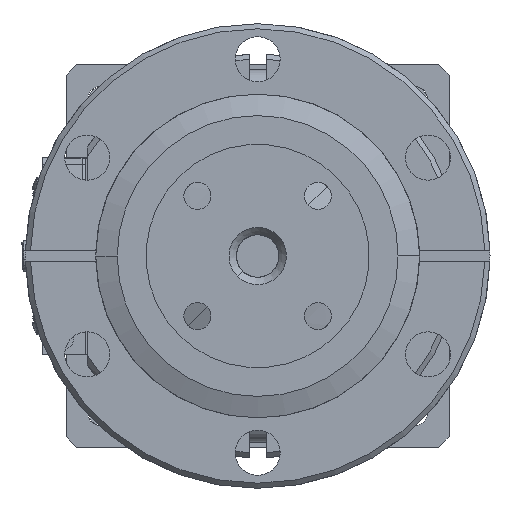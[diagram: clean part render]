
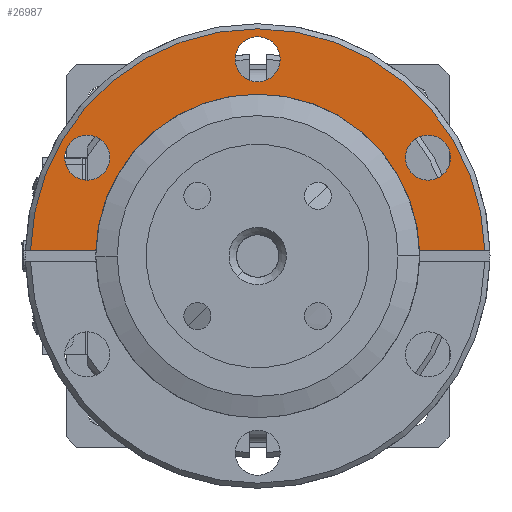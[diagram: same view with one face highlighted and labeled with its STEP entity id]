
A CAD part, front view. The second image highlights one B-rep face of the part: STEP entity #26987.
In plain terms, the highlighted planar face has unit normal (0, -1, 0).
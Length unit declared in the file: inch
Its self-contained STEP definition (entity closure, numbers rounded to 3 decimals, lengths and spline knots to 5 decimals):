
#1462 = EDGE_LOOP ( 'NONE', ( #19894, #19902 ) ) ;
#2173 = EDGE_LOOP ( 'NONE', ( #19790, #19728, #19671, #19795 ) ) ;
#2457 = EDGE_LOOP ( 'NONE', ( #19773, #19717 ) ) ;
#2570 = EDGE_LOOP ( 'NONE', ( #19885, #19736 ) ) ;
#4152 = LINE ( 'NONE', #7236, #4153 ) ;
#4153 = VECTOR ( 'NONE', #7241, 39.37008 ) ;
#4339 = CIRCLE ( 'NONE', #14099, 0.951 ) ;
#4341 = CIRCLE ( 'NONE', #14106, 0.1325 ) ;
#6252 = EDGE_CURVE ( 'NONE', #19264, #19051, #10143, .T. ) ;
#6670 = EDGE_CURVE ( 'NONE', #19017, #19132, #11499, .T. ) ;
#6703 = EDGE_CURVE ( 'NONE', #19068, #19051, #11540, .T. ) ;
#6706 = EDGE_CURVE ( 'NONE', #19406, #19095, #10252, .T. ) ;
#6777 = EDGE_CURVE ( 'NONE', #19231, #18911, #29126, .T. ) ;
#6801 = EDGE_CURVE ( 'NONE', #18911, #19231, #11315, .T. ) ;
#7111 = DIRECTION ( 'NONE',  ( 0., -1., 0. ) ) ;
#7122 = DIRECTION ( 'NONE',  ( 0., -1., 0. ) ) ;
#7236 = CARTESIAN_POINT ( 'NONE',  ( 1.38335, 0., 0.03 ) ) ;
#7241 = DIRECTION ( 'NONE',  ( -1., 0., 0. ) ) ;
#7314 = CARTESIAN_POINT ( 'NONE',  ( 0., 0., 0. ) ) ;
#7315 = CARTESIAN_POINT ( 'NONE',  ( 0., 0., 1.156 ) ) ;
#7723 = DIRECTION ( 'NONE',  ( 0., 0., -1. ) ) ;
#7726 = DIRECTION ( 'NONE',  ( -1., 0., 0. ) ) ;
#9501 = CARTESIAN_POINT ( 'NONE',  ( 1.365, 0., 0. ) ) ;
#9533 = PLANE ( 'NONE',  #32095 ) ;
#9544 = DIRECTION ( 'NONE',  ( 0., 1., 0. ) ) ;
#9545 = DIRECTION ( 'NONE',  ( 1., 0., 0. ) ) ;
#10143 = CIRCLE ( 'NONE', #22693, 1.335 ) ;
#10252 = CIRCLE ( 'NONE', #22979, 0.1325 ) ;
#11315 = CIRCLE ( 'NONE', #22852, 0.1325 ) ;
#11499 = CIRCLE ( 'NONE', #23001, 0.1325 ) ;
#11503 = VECTOR ( 'NONE', #16694, 39.37008 ) ;
#11540 = LINE ( 'NONE', #16577, #11503 ) ;
#12722 = CIRCLE ( 'NONE', #22182, 0.1325 ) ;
#14099 = AXIS2_PLACEMENT_3D ( 'NONE', #7314, #7122, #7726 ) ;
#14106 = AXIS2_PLACEMENT_3D ( 'NONE', #7315, #7111, #7723 ) ;
#15533 = DIRECTION ( 'NONE',  ( 0., -1., 0. ) ) ;
#15537 = CARTESIAN_POINT ( 'NONE',  ( 1.00113, 0., 0.578 ) ) ;
#15988 = DIRECTION ( 'NONE',  ( 0., -1., 0. ) ) ;
#15989 = CARTESIAN_POINT ( 'NONE',  ( 1.00113, 0., 0.578 ) ) ;
#15991 = DIRECTION ( 'NONE',  ( 0., 0., -1. ) ) ;
#16343 = DIRECTION ( 'NONE',  ( 0., 0., -1. ) ) ;
#16577 = CARTESIAN_POINT ( 'NONE',  ( -1.38335, 0., 0.03 ) ) ;
#16626 = DIRECTION ( 'NONE',  ( 0., -1., 0. ) ) ;
#16694 = DIRECTION ( 'NONE',  ( -1., 0., 0. ) ) ;
#16696 = CARTESIAN_POINT ( 'NONE',  ( -1.00113, 0., 0.578 ) ) ;
#16750 = DIRECTION ( 'NONE',  ( 0., 0., -1. ) ) ;
#18162 = CARTESIAN_POINT ( 'NONE',  ( 0.95053, 0., 0.03 ) ) ;
#18581 = EDGE_CURVE ( 'NONE', #19095, #19406, #12722, .T. ) ;
#18911 = VERTEX_POINT ( 'NONE', #30636 ) ;
#19017 = VERTEX_POINT ( 'NONE', #30345 ) ;
#19051 = VERTEX_POINT ( 'NONE', #30301 ) ;
#19068 = VERTEX_POINT ( 'NONE', #30369 ) ;
#19095 = VERTEX_POINT ( 'NONE', #30908 ) ;
#19132 = VERTEX_POINT ( 'NONE', #30584 ) ;
#19231 = VERTEX_POINT ( 'NONE', #31182 ) ;
#19264 = VERTEX_POINT ( 'NONE', #30878 ) ;
#19406 = VERTEX_POINT ( 'NONE', #30318 ) ;
#19564 = VERTEX_POINT ( 'NONE', #18162 ) ;
#19671 = ORIENTED_EDGE ( 'NONE', *, *, #26750, .F. ) ;
#19717 = ORIENTED_EDGE ( 'NONE', *, *, #6777, .F. ) ;
#19728 = ORIENTED_EDGE ( 'NONE', *, *, #6703, .F. ) ;
#19736 = ORIENTED_EDGE ( 'NONE', *, *, #26751, .F. ) ;
#19773 = ORIENTED_EDGE ( 'NONE', *, *, #6801, .F. ) ;
#19790 = ORIENTED_EDGE ( 'NONE', *, *, #6252, .T. ) ;
#19795 = ORIENTED_EDGE ( 'NONE', *, *, #26705, .F. ) ;
#19885 = ORIENTED_EDGE ( 'NONE', *, *, #6670, .F. ) ;
#19894 = ORIENTED_EDGE ( 'NONE', *, *, #6706, .F. ) ;
#19902 = ORIENTED_EDGE ( 'NONE', *, *, #18581, .F. ) ;
#20324 = CARTESIAN_POINT ( 'NONE',  ( 0., 0., 1.156 ) ) ;
#20389 = CARTESIAN_POINT ( 'NONE',  ( 0., 0., 0. ) ) ;
#20415 = DIRECTION ( 'NONE',  ( 0., -1., 0. ) ) ;
#20911 = DIRECTION ( 'NONE',  ( 1., 0., 0. ) ) ;
#21364 = DIRECTION ( 'NONE',  ( 0., 0., -1. ) ) ;
#21513 = DIRECTION ( 'NONE',  ( 0., -1., 0. ) ) ;
#21867 = FACE_BOUND ( 'NONE', #2457, .T. ) ;
#21876 = FACE_BOUND ( 'NONE', #2570, .T. ) ;
#21878 = FACE_OUTER_BOUND ( 'NONE', #2173, .T. ) ;
#21880 = FACE_BOUND ( 'NONE', #1462, .T. ) ;
#22182 = AXIS2_PLACEMENT_3D ( 'NONE', #30089, #29872, #29863 ) ;
#22693 = AXIS2_PLACEMENT_3D ( 'NONE', #20389, #20415, #20911 ) ;
#22852 = AXIS2_PLACEMENT_3D ( 'NONE', #15537, #15533, #16343 ) ;
#22866 = AXIS2_PLACEMENT_3D ( 'NONE', #15989, #15988, #15991 ) ;
#22979 = AXIS2_PLACEMENT_3D ( 'NONE', #16696, #16626, #16750 ) ;
#23001 = AXIS2_PLACEMENT_3D ( 'NONE', #20324, #21513, #21364 ) ;
#26705 = EDGE_CURVE ( 'NONE', #19264, #19564, #4152, .T. ) ;
#26750 = EDGE_CURVE ( 'NONE', #19564, #19068, #4339, .T. ) ;
#26751 = EDGE_CURVE ( 'NONE', #19132, #19017, #4341, .T. ) ;
#26987 = ADVANCED_FACE ( 'NONE', ( #21867, #21876, #21878, #21880 ), #9533, .F. ) ;
#29126 = CIRCLE ( 'NONE', #22866, 0.1325 ) ;
#29863 = DIRECTION ( 'NONE',  ( 0., 0., -1. ) ) ;
#29872 = DIRECTION ( 'NONE',  ( 0., -1., 0. ) ) ;
#30089 = CARTESIAN_POINT ( 'NONE',  ( -1.00113, 0., 0.578 ) ) ;
#30301 = CARTESIAN_POINT ( 'NONE',  ( -1.33466, 0., 0.03 ) ) ;
#30318 = CARTESIAN_POINT ( 'NONE',  ( -1.00113, 0., 0.4455 ) ) ;
#30345 = CARTESIAN_POINT ( 'NONE',  ( 0., 0., 1.0235 ) ) ;
#30369 = CARTESIAN_POINT ( 'NONE',  ( -0.95053, 0., 0.03 ) ) ;
#30584 = CARTESIAN_POINT ( 'NONE',  ( 0., 0., 1.2885 ) ) ;
#30636 = CARTESIAN_POINT ( 'NONE',  ( 1.00113, 0., 0.4455 ) ) ;
#30878 = CARTESIAN_POINT ( 'NONE',  ( 1.33466, 0., 0.03 ) ) ;
#30908 = CARTESIAN_POINT ( 'NONE',  ( -1.00113, 0., 0.7105 ) ) ;
#31182 = CARTESIAN_POINT ( 'NONE',  ( 1.00113, 0., 0.7105 ) ) ;
#32095 = AXIS2_PLACEMENT_3D ( 'NONE', #9501, #9544, #9545 ) ;
